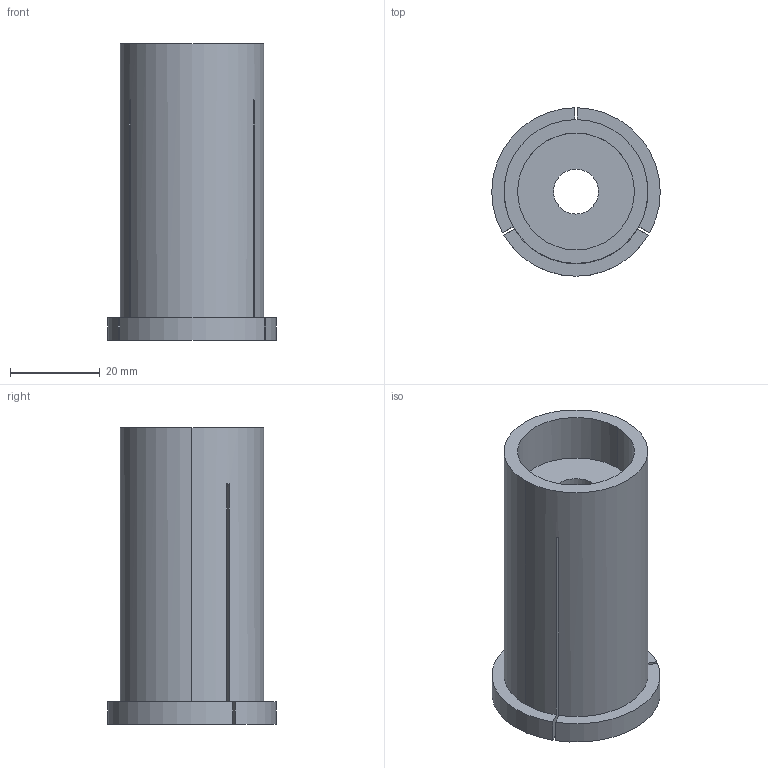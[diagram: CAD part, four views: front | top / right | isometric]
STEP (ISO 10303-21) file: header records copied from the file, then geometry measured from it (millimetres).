
FILE_DESCRIPTION (( 'STEP AP203' ), '1' );
FILE_NAME ('STP-19466-20.STEP', '2019-08-14T07:18:53', ( '' ), ( '' ), 'SwSTEP 2.0', 'SolidWorks 2017', '' );
FILE_SCHEMA (( 'CONFIG_CONTROL_DESIGN' ));
Length unit declared in the file: millimetre
Products named in the file (1): STP-19466-20
Bounding box: 37.5 x 37.5 x 66 mm (x, y, z)
Volume: 32304 mm3; surface area: 16055.6 mm2
Topology: 2 solids, 2 shells, 36 faces, 114 edges, 76 vertices
Faces by surface type: cylinder 20, plane 16
Entity records: 1395 total; most frequent: CARTESIAN_POINT 258, DIRECTION 228, ORIENTED_EDGE 228, EDGE_CURVE 114, AXIS2_PLACEMENT_3D 86, VERTEX_POINT 76, LINE 56, VECTOR 56
